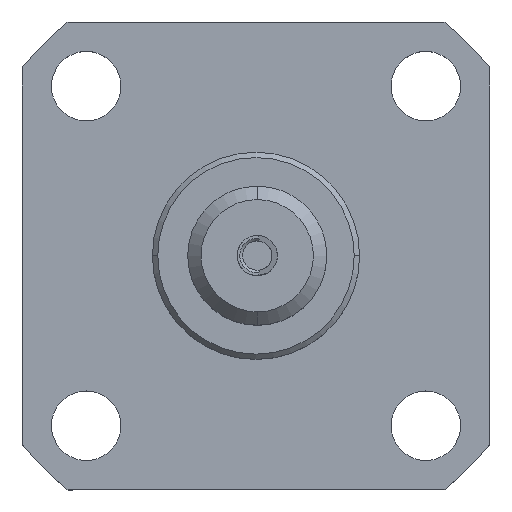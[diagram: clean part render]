
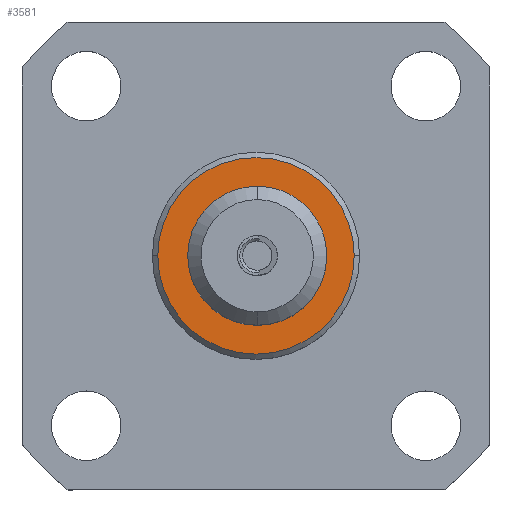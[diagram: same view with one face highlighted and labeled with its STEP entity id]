
A CAD part, top view. The second image highlights one B-rep face of the part: STEP entity #3581.
In plain terms, the highlighted planar face has unit normal (0, 0, 1).
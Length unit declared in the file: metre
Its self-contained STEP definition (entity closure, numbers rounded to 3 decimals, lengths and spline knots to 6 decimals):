
#111 = CARTESIAN_POINT ( 'NONE',  ( -0.003675, 0., 0.002175 ) ) ;
#137 = VERTEX_POINT ( 'NONE', #531 ) ;
#156 = ORIENTED_EDGE ( 'NONE', *, *, #4515, .T. ) ;
#268 = EDGE_LOOP ( 'NONE', ( #156, #4145 ) ) ;
#349 = PLANE ( 'NONE',  #4334 ) ;
#478 = CARTESIAN_POINT ( 'NONE',  ( 0., 0., 0.002175 ) ) ;
#531 = CARTESIAN_POINT ( 'NONE',  ( 0.000047, 0.0026, 0.002175 ) ) ;
#719 = DIRECTION ( 'NONE',  ( 1., 0., 0. ) ) ;
#856 = DIRECTION ( 'NONE',  ( 1., 0., 0. ) ) ;
#1280 = VERTEX_POINT ( 'NONE', #2462 ) ;
#1308 = CIRCLE ( 'NONE', #1919, 0.003675 ) ;
#1749 = DIRECTION ( 'NONE',  ( 0., 0., 1. ) ) ;
#1772 = VERTEX_POINT ( 'NONE', #111 ) ;
#1792 = EDGE_CURVE ( 'NONE', #3876, #137, #3637, .T. ) ;
#1824 = EDGE_LOOP ( 'NONE', ( #2615, #4198 ) ) ;
#1919 = AXIS2_PLACEMENT_3D ( 'NONE', #4111, #2010, #4485 ) ;
#2010 = DIRECTION ( 'NONE',  ( 0., 0., 1. ) ) ;
#2053 = DIRECTION ( 'NONE',  ( 1., 0., 0. ) ) ;
#2345 = CIRCLE ( 'NONE', #2450, 0.003675 ) ;
#2450 = AXIS2_PLACEMENT_3D ( 'NONE', #478, #2963, #856 ) ;
#2462 = CARTESIAN_POINT ( 'NONE',  ( 0.003675, 0., 0.002175 ) ) ;
#2615 = ORIENTED_EDGE ( 'NONE', *, *, #3688, .F. ) ;
#2831 = DIRECTION ( 'NONE',  ( 0., 0., 1. ) ) ;
#2855 = DIRECTION ( 'NONE',  ( 0., 0., 1. ) ) ;
#2963 = DIRECTION ( 'NONE',  ( 0., 0., 1. ) ) ;
#3137 = CIRCLE ( 'NONE', #4031, 0.0026 ) ;
#3302 = CARTESIAN_POINT ( 'NONE',  ( 0.000047, -0.0026, 0.002175 ) ) ;
#3345 = FACE_OUTER_BOUND ( 'NONE', #268, .T. ) ;
#3521 = CARTESIAN_POINT ( 'NONE',  ( 0., 0.003875, 0.002175 ) ) ;
#3577 = CARTESIAN_POINT ( 'NONE',  ( 0.000047, 0., 0.002175 ) ) ;
#3581 = ADVANCED_FACE ( 'NONE', ( #3345, #4294 ), #349, .T. ) ;
#3637 = CIRCLE ( 'NONE', #4124, 0.0026 ) ;
#3688 = EDGE_CURVE ( 'NONE', #137, #3876, #3137, .T. ) ;
#3852 = CARTESIAN_POINT ( 'NONE',  ( 0.000047, 0., 0.002175 ) ) ;
#3876 = VERTEX_POINT ( 'NONE', #3302 ) ;
#4016 = EDGE_CURVE ( 'NONE', #1280, #1772, #1308, .T. ) ;
#4031 = AXIS2_PLACEMENT_3D ( 'NONE', #3852, #1749, #4221 ) ;
#4111 = CARTESIAN_POINT ( 'NONE',  ( 0., 0., 0.002175 ) ) ;
#4124 = AXIS2_PLACEMENT_3D ( 'NONE', #3577, #2855, #2053 ) ;
#4145 = ORIENTED_EDGE ( 'NONE', *, *, #4016, .T. ) ;
#4198 = ORIENTED_EDGE ( 'NONE', *, *, #1792, .F. ) ;
#4221 = DIRECTION ( 'NONE',  ( 1., 0., 0. ) ) ;
#4294 = FACE_BOUND ( 'NONE', #1824, .T. ) ;
#4334 = AXIS2_PLACEMENT_3D ( 'NONE', #3521, #2831, #719 ) ;
#4485 = DIRECTION ( 'NONE',  ( 1., 0., 0. ) ) ;
#4515 = EDGE_CURVE ( 'NONE', #1772, #1280, #2345, .T. ) ;
